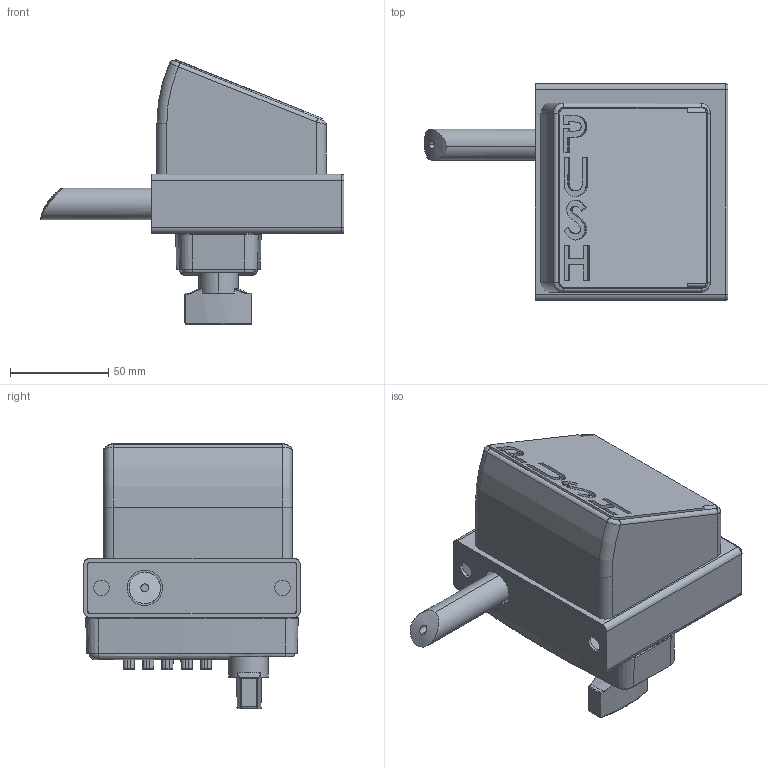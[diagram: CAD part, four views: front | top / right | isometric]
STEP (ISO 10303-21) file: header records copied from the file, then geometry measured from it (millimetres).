
FILE_DESCRIPTION (( 'STEP AP203' ), '1' );
FILE_NAME ('05SBQEKLR02.STEP', '2022-03-04T13:22:32', ( '' ), ( '' ), 'SwSTEP 2.0', 'SolidWorks 2020', '' );
FILE_SCHEMA (( 'CONFIG_CONTROL_DESIGN' ));
Length unit declared in the file: millimetre
Products named in the file (1): 05SBQEKLR02
Bounding box: 154.38 x 110 x 134.67 mm (x, y, z)
Volume: 240073.8 mm3; surface area: 147771.4 mm2
Topology: 5 solids, 5 shells, 593 faces, 1552 edges, 995 vertices
Faces by surface type: plane 214, cylinder 133, bspline 121, torus 67, cone 56, sphere 2
Entity records: 27145 total; most frequent: CARTESIAN_POINT 15268, ORIENTED_EDGE 3104, EDGE_CURVE 1552, DIRECTION 1352, B_SPLINE_CURVE_WITH_KNOTS 1201, VERTEX_POINT 995, EDGE_LOOP 645, ADVANCED_FACE 593
